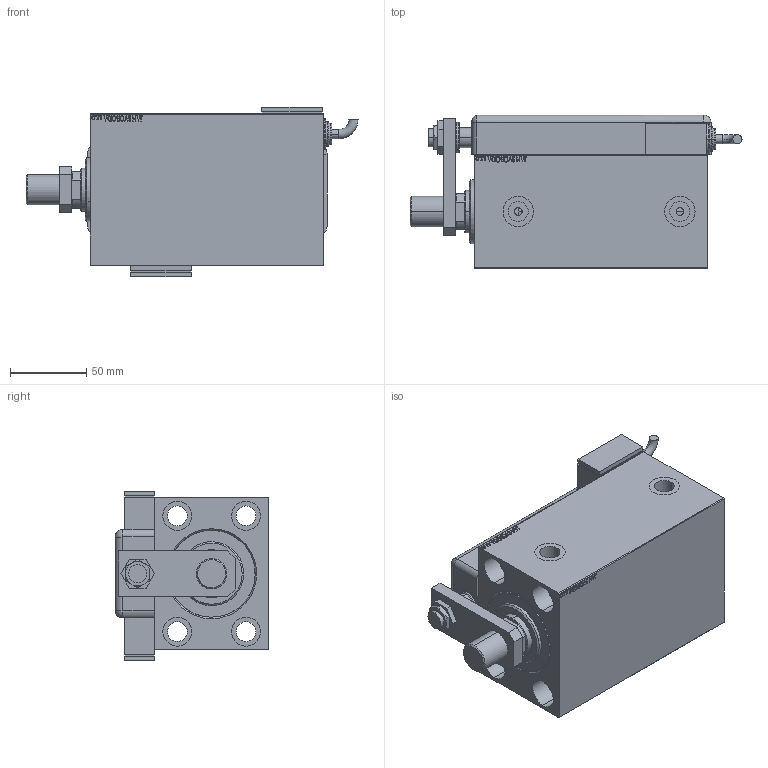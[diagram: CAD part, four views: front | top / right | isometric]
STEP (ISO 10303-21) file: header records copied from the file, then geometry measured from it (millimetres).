
FILE_DESCRIPTION (( 'STEP AP203' ), '1' );
FILE_NAME ('0a16.STEP', '2022-04-17T13:26:06', ( '' ), ( '' ), 'SwSTEP 2.0', 'SolidWorks 2019', '' );
FILE_SCHEMA (( 'CONFIG_CONTROL_DESIGN' ));
Length unit declared in the file: millimetre
Products named in the file (14): V450CM_VC_B 4ae552e1199a335d924bb2457cc7a761; SWITCH Q 4ae552e1199a335d924bb2457cc7a761; SWITCH DIM A_G 4ae552e1199a335d924bb2457cc7a761; V450CM_MALE_METRIC 4ae552e1199a335d924bb2457cc7a761; ZARAZKA_Q 4ae552e1199a335d924bb2457cc7a761; TYC 4ae552e1199a335d924bb2457cc7a761; MAGNETIC SWITCH Q 4ae552e1199a335d924bb2457cc7a761; KRYT 4ae552e1199a335d924bb2457cc7a761; SWITCH_Q_FRONT_BACK 4ae552e1199a335d924bb2457cc7a761; V450CM_C_VCP 4ae552e1199a335d924bb2457cc7a761; V450CM_C_Body 4ae552e1199a335d924bb2457cc7a761; NUT_D19 4ae552e1199a335d924bb2457cc7a761; NUT_D13 4ae552e1199a335d924bb2457cc7a761; 0a16
Assembly tree (14 placements, depth 3):
  0a16
    V450CM_C_Body 4ae552e1199a335d924bb2457cc7a761
    V450CM_C_VCP 4ae552e1199a335d924bb2457cc7a761
    V450CM_VC_B 4ae552e1199a335d924bb2457cc7a761
    V450CM_MALE_METRIC 4ae552e1199a335d924bb2457cc7a761
    MAGNETIC SWITCH Q 4ae552e1199a335d924bb2457cc7a761
      SWITCH_Q_FRONT_BACK 4ae552e1199a335d924bb2457cc7a761
      TYC 4ae552e1199a335d924bb2457cc7a761
      ZARAZKA_Q 4ae552e1199a335d924bb2457cc7a761
      SWITCH DIM A_G 4ae552e1199a335d924bb2457cc7a761
      NUT_D19 4ae552e1199a335d924bb2457cc7a761
      NUT_D13 4ae552e1199a335d924bb2457cc7a761
      KRYT 4ae552e1199a335d924bb2457cc7a761
      SWITCH Q 4ae552e1199a335d924bb2457cc7a761  x2
Bounding box: 217.76 x 100.8 x 111 mm (x, y, z)
Volume: 1116585.2 mm3; surface area: 221068.2 mm2
Topology: 14 solids, 14 shells, 1263 faces, 3197 edges, 2109 vertices
Faces by surface type: plane 619, bspline 471, cylinder 121, cone 26, torus 24, sphere 2
Entity records: 60347 total; most frequent: CARTESIAN_POINT 32280, ORIENTED_EDGE 6198, DIRECTION 3961, EDGE_CURVE 3099, VERTEX_POINT 2049, VECTOR 1837, LINE 1837, EDGE_LOOP 1398
